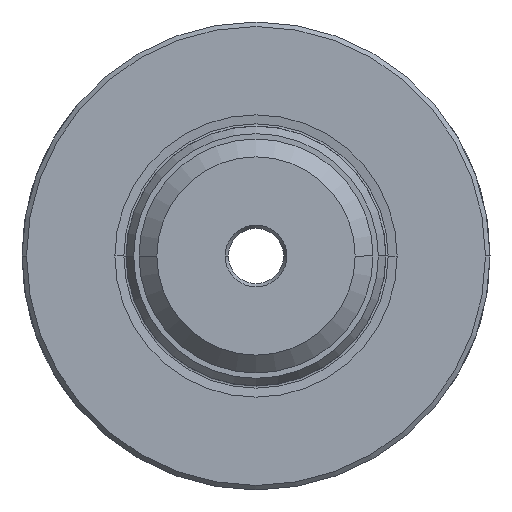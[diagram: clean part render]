
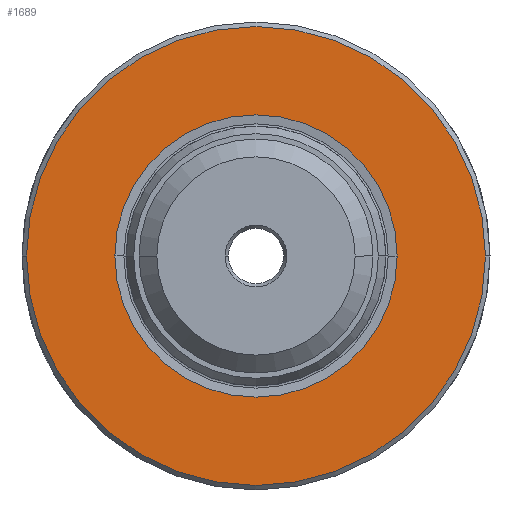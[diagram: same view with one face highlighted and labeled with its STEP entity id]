
A CAD part, left-side view. The second image highlights one B-rep face of the part: STEP entity #1689.
In plain terms, the highlighted planar face has unit normal (-1, 0, 0).
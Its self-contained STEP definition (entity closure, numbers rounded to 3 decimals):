
#9 = CARTESIAN_POINT ( 'NONE',  ( 0., 35.3, 0. ) ) ;
#144 = AXIS2_PLACEMENT_3D ( 'NONE', #1055, #1068, #1074 ) ;
#147 = AXIS2_PLACEMENT_3D ( 'NONE', #1052, #1051, #1044 ) ;
#160 = FACE_OUTER_BOUND ( 'NONE', #1702, .T. ) ;
#193 = FACE_BOUND ( 'NONE', #1855, .T. ) ;
#207 = AXIS2_PLACEMENT_3D ( 'NONE', #1152, #1161, #1162 ) ;
#208 = AXIS2_PLACEMENT_3D ( 'NONE', #1129, #1130, #1131 ) ;
#243 = CIRCLE ( 'NONE', #147, 35.3 ) ;
#313 = AXIS2_PLACEMENT_3D ( 'NONE', #1311, #939, #888 ) ;
#367 = CIRCLE ( 'NONE', #144, 21.715 ) ;
#441 = VERTEX_POINT ( 'NONE', #9 ) ;
#518 = CARTESIAN_POINT ( 'NONE',  ( 0., 21.715, 0. ) ) ;
#589 = VERTEX_POINT ( 'NONE', #1326 ) ;
#830 = ORIENTED_EDGE ( 'NONE', *, *, #1921, .F. ) ;
#833 = ORIENTED_EDGE ( 'NONE', *, *, #1799, .F. ) ;
#838 = ORIENTED_EDGE ( 'NONE', *, *, #1931, .T. ) ;
#840 = ORIENTED_EDGE ( 'NONE', *, *, #1794, .T. ) ;
#888 = DIRECTION ( 'NONE',  ( 0., -1., 0. ) ) ;
#919 = CARTESIAN_POINT ( 'NONE',  ( 0., -35.3, 0. ) ) ;
#939 = DIRECTION ( 'NONE',  ( -1., 0., 0. ) ) ;
#962 = PLANE ( 'NONE',  #313 ) ;
#1003 = CIRCLE ( 'NONE', #207, 35.3 ) ;
#1044 = DIRECTION ( 'NONE',  ( 0., 1., 0. ) ) ;
#1050 = VERTEX_POINT ( 'NONE', #518 ) ;
#1051 = DIRECTION ( 'NONE',  ( 1., 0., 0. ) ) ;
#1052 = CARTESIAN_POINT ( 'NONE',  ( 0., 0., 0. ) ) ;
#1055 = CARTESIAN_POINT ( 'NONE',  ( 0., 0., 0. ) ) ;
#1068 = DIRECTION ( 'NONE',  ( 1., 0., 0. ) ) ;
#1074 = DIRECTION ( 'NONE',  ( 0., 1., 0. ) ) ;
#1129 = CARTESIAN_POINT ( 'NONE',  ( 0., 0., 0. ) ) ;
#1130 = DIRECTION ( 'NONE',  ( 1., 0., 0. ) ) ;
#1131 = DIRECTION ( 'NONE',  ( 0., 1., 0. ) ) ;
#1152 = CARTESIAN_POINT ( 'NONE',  ( 0., 0., 0. ) ) ;
#1161 = DIRECTION ( 'NONE',  ( 1., 0., 0. ) ) ;
#1162 = DIRECTION ( 'NONE',  ( 0., 1., 0. ) ) ;
#1311 = CARTESIAN_POINT ( 'NONE',  ( 0., 21.715, 0. ) ) ;
#1326 = CARTESIAN_POINT ( 'NONE',  ( 0., -21.715, 0. ) ) ;
#1689 = ADVANCED_FACE ( 'NONE', ( #193, #160 ), #962, .T. ) ;
#1694 = CIRCLE ( 'NONE', #208, 21.715 ) ;
#1702 = EDGE_LOOP ( 'NONE', ( #833, #830 ) ) ;
#1749 = VERTEX_POINT ( 'NONE', #919 ) ;
#1794 = EDGE_CURVE ( 'NONE', #589, #1050, #1694, .T. ) ;
#1799 = EDGE_CURVE ( 'NONE', #441, #1749, #1003, .T. ) ;
#1855 = EDGE_LOOP ( 'NONE', ( #840, #838 ) ) ;
#1921 = EDGE_CURVE ( 'NONE', #1749, #441, #243, .T. ) ;
#1931 = EDGE_CURVE ( 'NONE', #1050, #589, #367, .T. ) ;
